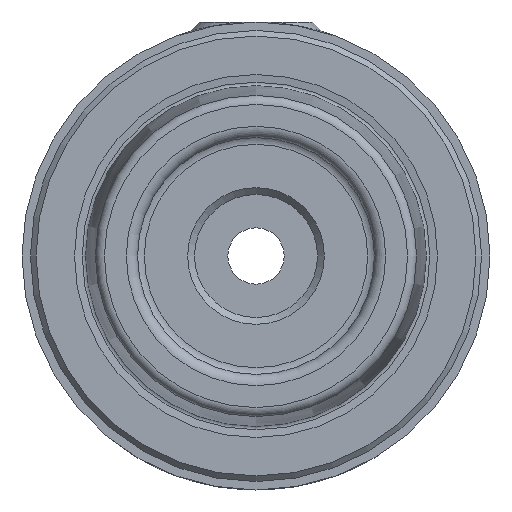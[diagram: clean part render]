
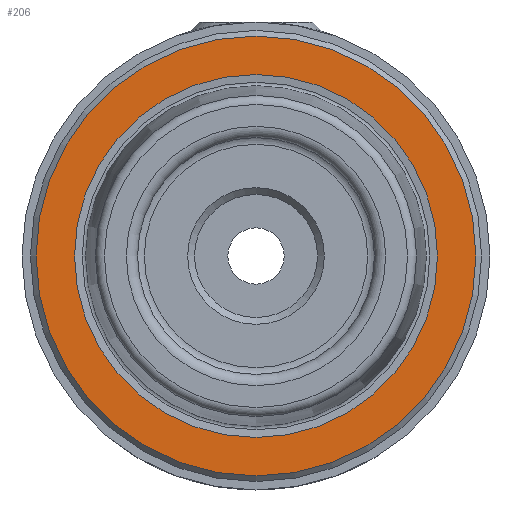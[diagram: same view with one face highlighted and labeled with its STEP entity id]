
A CAD part, left-side view. The second image highlights one B-rep face of the part: STEP entity #206.
In plain terms, the highlighted planar face has unit normal (-1, 0, 0).
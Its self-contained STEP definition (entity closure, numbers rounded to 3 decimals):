
#206 = ADVANCED_FACE( '', ( #464, #465 ), #466, .T. );
#464 = FACE_OUTER_BOUND( '', #748, .T. );
#465 = FACE_BOUND( '', #749, .T. );
#466 = PLANE( '', #750 );
#748 = EDGE_LOOP( '', ( #1166 ) );
#749 = EDGE_LOOP( '', ( #1167 ) );
#750 = AXIS2_PLACEMENT_3D( '', #1168, #1169, #1170 );
#1166 = ORIENTED_EDGE( '', *, *, #1365, .T. );
#1167 = ORIENTED_EDGE( '', *, *, #1398, .F. );
#1168 = CARTESIAN_POINT( '', ( 0., 0., 19.5 ) );
#1169 = DIRECTION( '', ( -1., 0., 0. ) );
#1170 = DIRECTION( '', ( 0., 0., 1. ) );
#1365 = EDGE_CURVE( '', #1578, #1578, #1579, .T. );
#1398 = EDGE_CURVE( '', #1623, #1623, #1624, .T. );
#1578 = VERTEX_POINT( '', #1835 );
#1579 = CIRCLE( '', #1836, 19.5 );
#1623 = VERTEX_POINT( '', #1974 );
#1624 = CIRCLE( '', #1975, 16.094 );
#1835 = CARTESIAN_POINT( '', ( 0., 0., 19.5 ) );
#1836 = AXIS2_PLACEMENT_3D( '', #2248, #2249, #2250 );
#1974 = CARTESIAN_POINT( '', ( 0., 0., 16.094 ) );
#1975 = AXIS2_PLACEMENT_3D( '', #2292, #2293, #2294 );
#2248 = CARTESIAN_POINT( '', ( 0., 0., 0. ) );
#2249 = DIRECTION( '', ( -1., 0., 0. ) );
#2250 = DIRECTION( '', ( 0., 0., 1. ) );
#2292 = CARTESIAN_POINT( '', ( 0., 0., 0. ) );
#2293 = DIRECTION( '', ( -1., 0., 0. ) );
#2294 = DIRECTION( '', ( 0., 0., 1. ) );
